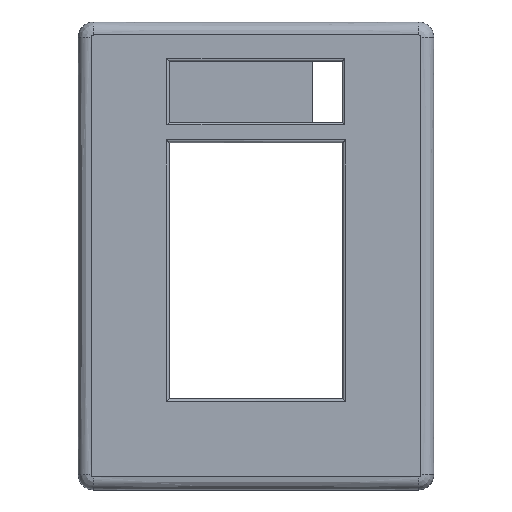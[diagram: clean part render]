
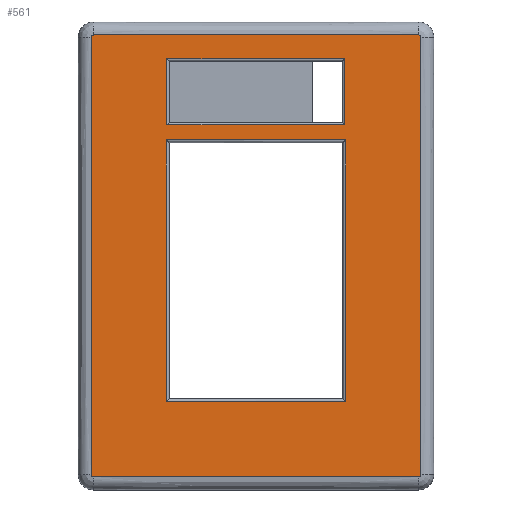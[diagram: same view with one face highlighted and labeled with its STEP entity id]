
A CAD part, top view. The second image highlights one B-rep face of the part: STEP entity #561.
In plain terms, the highlighted planar face has unit normal (0, 0, 1).
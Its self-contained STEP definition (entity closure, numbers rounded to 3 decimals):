
#398=CARTESIAN_POINT('',(0.,0.,17.6));
#399=DIRECTION('',(0.,0.,1.));
#400=DIRECTION('',(1.,0.,0.));
#401=AXIS2_PLACEMENT_3D('',#398,#399,#400);
#402=PLANE('',#401);
#403=CARTESIAN_POINT('',(56.565,25.85,17.6));
#404=VERTEX_POINT('',#403);
#405=CARTESIAN_POINT('',(-18.464,25.85,17.6));
#406=VERTEX_POINT('',#405);
#407=CARTESIAN_POINT('',(56.565,25.85,17.6));
#408=DIRECTION('',(-1.,-0.,0.));
#409=VECTOR('',#408,75.029);
#410=LINE('',#407,#409);
#411=EDGE_CURVE('',#404,#406,#410,.T.);
#412=ORIENTED_EDGE('',*,*,#411,.T.);
#413=CARTESIAN_POINT('',(-19.,25.314,17.6));
#414=VERTEX_POINT('',#413);
#415=CARTESIAN_POINT('',(-18.464,25.85,17.6));
#416=CARTESIAN_POINT('',(-18.57,25.85,17.6));
#417=CARTESIAN_POINT('',(-18.669,25.809,17.6));
#418=CARTESIAN_POINT('',(-18.766,25.77,17.6));
#419=CARTESIAN_POINT('',(-18.843,25.693,17.6));
#420=CARTESIAN_POINT('',(-18.917,25.62,17.6));
#421=CARTESIAN_POINT('',(-18.959,25.519,17.6));
#422=CARTESIAN_POINT('',(-19.,25.422,17.6));
#423=CARTESIAN_POINT('',(-19.,25.314,17.6));
#424=B_SPLINE_CURVE_WITH_KNOTS('',2,(#415,#416,#417,#418,#419,#420,#421,#422,#423),.UNSPECIFIED.,.F.,.F.,(3,2,2,2,3),(0.,0.25,0.5,0.75,1.),.UNSPECIFIED.);
#425=EDGE_CURVE('',#406,#414,#424,.T.);
#426=ORIENTED_EDGE('',*,*,#425,.T.);
#427=CARTESIAN_POINT('',(-19.,-75.614,17.6));
#428=VERTEX_POINT('',#427);
#429=CARTESIAN_POINT('',(-19.,25.314,17.6));
#430=DIRECTION('',(-0.,-1.,-0.));
#431=VECTOR('',#430,100.929);
#432=LINE('',#429,#431);
#433=EDGE_CURVE('',#414,#428,#432,.T.);
#434=ORIENTED_EDGE('',*,*,#433,.T.);
#435=CARTESIAN_POINT('',(-18.464,-76.15,17.6));
#436=VERTEX_POINT('',#435);
#437=CARTESIAN_POINT('',(-19.,-75.614,17.6));
#438=CARTESIAN_POINT('',(-19.,-75.72,17.6));
#439=CARTESIAN_POINT('',(-18.959,-75.819,17.6));
#440=CARTESIAN_POINT('',(-18.92,-75.916,17.6));
#441=CARTESIAN_POINT('',(-18.843,-75.993,17.6));
#442=CARTESIAN_POINT('',(-18.77,-76.067,17.6));
#443=CARTESIAN_POINT('',(-18.669,-76.109,17.6));
#444=CARTESIAN_POINT('',(-18.572,-76.15,17.6));
#445=CARTESIAN_POINT('',(-18.464,-76.15,17.6));
#446=B_SPLINE_CURVE_WITH_KNOTS('',2,(#437,#438,#439,#440,#441,#442,#443,#444,#445),.UNSPECIFIED.,.F.,.F.,(3,2,2,2,3),(0.,0.25,0.5,0.75,1.),.UNSPECIFIED.);
#447=EDGE_CURVE('',#428,#436,#446,.T.);
#448=ORIENTED_EDGE('',*,*,#447,.T.);
#449=CARTESIAN_POINT('',(56.564,-76.15,17.6));
#450=VERTEX_POINT('',#449);
#451=CARTESIAN_POINT('',(-18.464,-76.15,17.6));
#452=DIRECTION('',(1.,0.,-0.));
#453=VECTOR('',#452,75.029);
#454=LINE('',#451,#453);
#455=EDGE_CURVE('',#436,#450,#454,.T.);
#456=ORIENTED_EDGE('',*,*,#455,.T.);
#457=CARTESIAN_POINT('',(57.1,-75.614,17.6));
#458=VERTEX_POINT('',#457);
#459=CARTESIAN_POINT('',(56.564,-76.15,17.6));
#460=CARTESIAN_POINT('',(56.67,-76.15,17.6));
#461=CARTESIAN_POINT('',(56.769,-76.109,17.6));
#462=CARTESIAN_POINT('',(56.866,-76.07,17.6));
#463=CARTESIAN_POINT('',(56.943,-75.993,17.6));
#464=CARTESIAN_POINT('',(57.017,-75.92,17.6));
#465=CARTESIAN_POINT('',(57.059,-75.819,17.6));
#466=CARTESIAN_POINT('',(57.1,-75.722,17.6));
#467=CARTESIAN_POINT('',(57.1,-75.614,17.6));
#468=B_SPLINE_CURVE_WITH_KNOTS('',2,(#459,#460,#461,#462,#463,#464,#465,#466,#467),.UNSPECIFIED.,.F.,.F.,(3,2,2,2,3),(0.,0.25,0.5,0.75,1.),.UNSPECIFIED.);
#469=EDGE_CURVE('',#450,#458,#468,.T.);
#470=ORIENTED_EDGE('',*,*,#469,.T.);
#471=CARTESIAN_POINT('',(57.1,25.315,17.6));
#472=VERTEX_POINT('',#471);
#473=CARTESIAN_POINT('',(57.1,-75.614,17.6));
#474=DIRECTION('',(0.,1.,0.));
#475=VECTOR('',#474,100.929);
#476=LINE('',#473,#475);
#477=EDGE_CURVE('',#458,#472,#476,.T.);
#478=ORIENTED_EDGE('',*,*,#477,.T.);
#479=CARTESIAN_POINT('',(57.1,25.315,17.6));
#480=CARTESIAN_POINT('',(57.1,25.42,17.6));
#481=CARTESIAN_POINT('',(57.059,25.519,17.6));
#482=CARTESIAN_POINT('',(57.02,25.616,17.6));
#483=CARTESIAN_POINT('',(56.943,25.693,17.6));
#484=CARTESIAN_POINT('',(56.87,25.767,17.6));
#485=CARTESIAN_POINT('',(56.769,25.809,17.6));
#486=CARTESIAN_POINT('',(56.672,25.85,17.6));
#487=CARTESIAN_POINT('',(56.565,25.85,17.6));
#488=B_SPLINE_CURVE_WITH_KNOTS('',2,(#479,#480,#481,#482,#483,#484,#485,#486,#487),.UNSPECIFIED.,.F.,.F.,(3,2,2,2,3),(0.,0.25,0.5,0.75,1.),.UNSPECIFIED.);
#489=EDGE_CURVE('',#472,#404,#488,.T.);
#490=ORIENTED_EDGE('',*,*,#489,.T.);
#491=EDGE_LOOP('',(#412,#426,#434,#448,#456,#470,#478,#490));
#492=FACE_BOUND('',#491,.T.);
#493=CARTESIAN_POINT('',(-1.534,20.319,17.6));
#494=VERTEX_POINT('',#493);
#495=CARTESIAN_POINT('',(39.534,20.319,17.6));
#496=VERTEX_POINT('',#495);
#497=CARTESIAN_POINT('',(-1.534,20.319,17.6));
#498=DIRECTION('',(1.,-0.,-0.));
#499=VECTOR('',#498,41.069);
#500=LINE('',#497,#499);
#501=EDGE_CURVE('',#494,#496,#500,.T.);
#502=ORIENTED_EDGE('',*,*,#501,.T.);
#503=CARTESIAN_POINT('',(39.534,5.081,17.6));
#504=VERTEX_POINT('',#503);
#505=CARTESIAN_POINT('',(39.534,20.319,17.6));
#506=DIRECTION('',(0.,-1.,0.));
#507=VECTOR('',#506,15.237);
#508=LINE('',#505,#507);
#509=EDGE_CURVE('',#496,#504,#508,.T.);
#510=ORIENTED_EDGE('',*,*,#509,.T.);
#511=CARTESIAN_POINT('',(-1.534,5.081,17.6));
#512=VERTEX_POINT('',#511);
#513=CARTESIAN_POINT('',(39.534,5.081,17.6));
#514=DIRECTION('',(-1.,0.,0.));
#515=VECTOR('',#514,41.069);
#516=LINE('',#513,#515);
#517=EDGE_CURVE('',#504,#512,#516,.T.);
#518=ORIENTED_EDGE('',*,*,#517,.T.);
#519=CARTESIAN_POINT('',(-1.534,5.081,17.6));
#520=DIRECTION('',(0.,1.,0.));
#521=VECTOR('',#520,15.237);
#522=LINE('',#519,#521);
#523=EDGE_CURVE('',#512,#494,#522,.T.);
#524=ORIENTED_EDGE('',*,*,#523,.T.);
#525=EDGE_LOOP('',(#502,#510,#518,#524));
#526=FACE_BOUND('',#525,.T.);
#527=CARTESIAN_POINT('',(39.721,1.621,17.6));
#528=VERTEX_POINT('',#527);
#529=CARTESIAN_POINT('',(39.721,-58.771,17.6));
#530=VERTEX_POINT('',#529);
#531=CARTESIAN_POINT('',(39.721,1.621,17.6));
#532=DIRECTION('',(-0.,-1.,-0.));
#533=VECTOR('',#532,60.393);
#534=LINE('',#531,#533);
#535=EDGE_CURVE('',#528,#530,#534,.T.);
#536=ORIENTED_EDGE('',*,*,#535,.T.);
#537=CARTESIAN_POINT('',(-1.621,-58.771,17.6));
#538=VERTEX_POINT('',#537);
#539=CARTESIAN_POINT('',(39.721,-58.771,17.6));
#540=DIRECTION('',(-1.,0.,0.));
#541=VECTOR('',#540,41.343);
#542=LINE('',#539,#541);
#543=EDGE_CURVE('',#530,#538,#542,.T.);
#544=ORIENTED_EDGE('',*,*,#543,.T.);
#545=CARTESIAN_POINT('',(-1.621,1.621,17.6));
#546=VERTEX_POINT('',#545);
#547=CARTESIAN_POINT('',(-1.621,-58.771,17.6));
#548=DIRECTION('',(0.,1.,0.));
#549=VECTOR('',#548,60.393);
#550=LINE('',#547,#549);
#551=EDGE_CURVE('',#538,#546,#550,.T.);
#552=ORIENTED_EDGE('',*,*,#551,.T.);
#553=CARTESIAN_POINT('',(-1.621,1.621,17.6));
#554=DIRECTION('',(1.,0.,-0.));
#555=VECTOR('',#554,41.343);
#556=LINE('',#553,#555);
#557=EDGE_CURVE('',#546,#528,#556,.T.);
#558=ORIENTED_EDGE('',*,*,#557,.T.);
#559=EDGE_LOOP('',(#536,#544,#552,#558));
#560=FACE_BOUND('',#559,.T.);
#561=ADVANCED_FACE('',(#492,#526,#560),#402,.T.);
